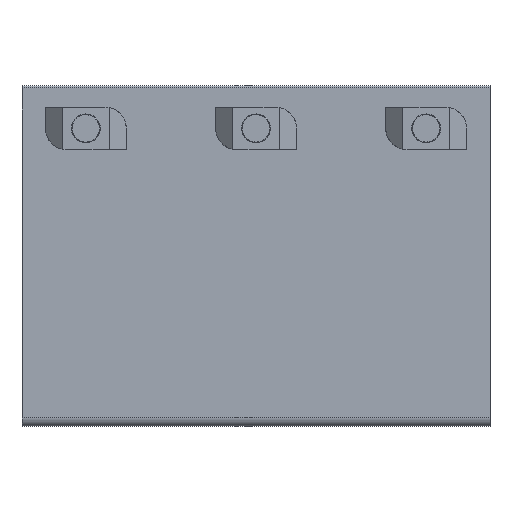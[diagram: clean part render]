
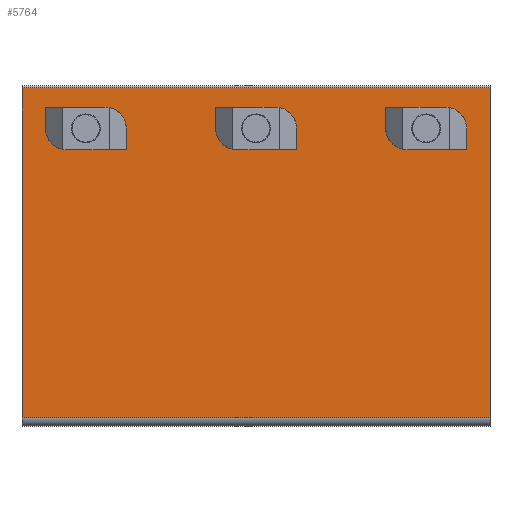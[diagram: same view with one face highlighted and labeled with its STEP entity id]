
A CAD part, front view. The second image highlights one B-rep face of the part: STEP entity #5764.
In plain terms, the highlighted planar face has unit normal (0, -1, 0).
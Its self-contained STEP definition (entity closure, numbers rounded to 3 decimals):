
#1031 = FACE_OUTER_BOUND ( 'NONE', #2636, .T. ) ;
#1033 = FACE_BOUND ( 'NONE', #2643, .T. ) ;
#1035 = FACE_BOUND ( 'NONE', #2629, .T. ) ;
#1039 = FACE_BOUND ( 'NONE', #2645, .T. ) ;
#1464 = CARTESIAN_POINT ( 'NONE',  ( -189.567, -0.757, -80.794 ) ) ;
#1504 = CARTESIAN_POINT ( 'NONE',  ( -79.567, -0.757, -3.294 ) ) ;
#1505 = CARTESIAN_POINT ( 'NONE',  ( -94.567, -0.757, -8.294 ) ) ;
#1506 = CARTESIAN_POINT ( 'NONE',  ( -94.567, -0.757, -17.294 ) ) ;
#1555 = CARTESIAN_POINT ( 'NONE',  ( -134.567, -0.757, -17.294 ) ) ;
#1915 = CARTESIAN_POINT ( 'NONE',  ( -134.567, -0.757, -12.794 ) ) ;
#1916 = DIRECTION ( 'NONE',  ( 0., 1., 0. ) ) ;
#1917 = DIRECTION ( 'NONE',  ( 0., 0., 1. ) ) ;
#2186 = LINE ( 'NONE', #4393, #2193 ) ;
#2190 = LINE ( 'NONE', #4392, #2195 ) ;
#2192 = LINE ( 'NONE', #4397, #2199 ) ;
#2193 = VECTOR ( 'NONE', #4398, 1000. ) ;
#2194 = LINE ( 'NONE', #4400, #2197 ) ;
#2195 = VECTOR ( 'NONE', #4399, 1000. ) ;
#2197 = VECTOR ( 'NONE', #4402, 1000. ) ;
#2198 = CIRCLE ( 'NONE', #9916, 4.5 ) ;
#2199 = VECTOR ( 'NONE', #4403, 1000. ) ;
#2201 = CIRCLE ( 'NONE', #9918, 4.5 ) ;
#2203 = CIRCLE ( 'NONE', #9920, 4.5 ) ;
#2293 = CIRCLE ( 'NONE', #9985, 4.5 ) ;
#2295 = CIRCLE ( 'NONE', #9987, 4.5 ) ;
#2477 = VERTEX_POINT ( 'NONE', #8147 ) ;
#2559 = VERTEX_POINT ( 'NONE', #8059 ) ;
#2567 = VERTEX_POINT ( 'NONE', #8123 ) ;
#2629 = EDGE_LOOP ( 'NONE', ( #2978, #2979 ) ) ;
#2636 = EDGE_LOOP ( 'NONE', ( #2972, #2973, #2974, #2975 ) ) ;
#2643 = EDGE_LOOP ( 'NONE', ( #2980, #2981 ) ) ;
#2645 = EDGE_LOOP ( 'NONE', ( #2976, #2977 ) ) ;
#2834 = CARTESIAN_POINT ( 'NONE',  ( -79.567, -0.757, -80.794 ) ) ;
#2850 = DIRECTION ( 'NONE',  ( 0., 0., 1. ) ) ;
#2854 = DIRECTION ( 'NONE',  ( 0., 1., 0. ) ) ;
#2864 = PLANE ( 'NONE',  #4020 ) ;
#2972 = ORIENTED_EDGE ( 'NONE', *, *, #10952, .T. ) ;
#2973 = ORIENTED_EDGE ( 'NONE', *, *, #10954, .F. ) ;
#2974 = ORIENTED_EDGE ( 'NONE', *, *, #10955, .F. ) ;
#2975 = ORIENTED_EDGE ( 'NONE', *, *, #10953, .T. ) ;
#2976 = ORIENTED_EDGE ( 'NONE', *, *, #10956, .T. ) ;
#2977 = ORIENTED_EDGE ( 'NONE', *, *, #10959, .T. ) ;
#2978 = ORIENTED_EDGE ( 'NONE', *, *, #10958, .T. ) ;
#2979 = ORIENTED_EDGE ( 'NONE', *, *, #10401, .T. ) ;
#2980 = ORIENTED_EDGE ( 'NONE', *, *, #11051, .F. ) ;
#2981 = ORIENTED_EDGE ( 'NONE', *, *, #11048, .F. ) ;
#4020 = AXIS2_PLACEMENT_3D ( 'NONE', #2834, #2854, #2850 ) ;
#4392 = CARTESIAN_POINT ( 'NONE',  ( -79.567, -0.757, -3.294 ) ) ;
#4393 = CARTESIAN_POINT ( 'NONE',  ( -189.567, -0.757, -80.794 ) ) ;
#4397 = CARTESIAN_POINT ( 'NONE',  ( -79.567, -0.757, -80.794 ) ) ;
#4398 = DIRECTION ( 'NONE',  ( 0., 0., -1. ) ) ;
#4399 = DIRECTION ( 'NONE',  ( -1., 0., 0. ) ) ;
#4400 = CARTESIAN_POINT ( 'NONE',  ( -79.567, -0.757, -80.794 ) ) ;
#4402 = DIRECTION ( 'NONE',  ( -1., 0., 0. ) ) ;
#4403 = DIRECTION ( 'NONE',  ( 0., 0., -1. ) ) ;
#4405 = CARTESIAN_POINT ( 'NONE',  ( -94.567, -0.757, -12.794 ) ) ;
#4406 = DIRECTION ( 'NONE',  ( 0., 1., 0. ) ) ;
#4407 = DIRECTION ( 'NONE',  ( 0., 0., 1. ) ) ;
#4408 = CARTESIAN_POINT ( 'NONE',  ( -134.567, -0.757, -12.794 ) ) ;
#4409 = DIRECTION ( 'NONE',  ( 0., 1., 0. ) ) ;
#4410 = DIRECTION ( 'NONE',  ( 0., 0., 1. ) ) ;
#4411 = CARTESIAN_POINT ( 'NONE',  ( -94.567, -0.757, -12.794 ) ) ;
#4412 = DIRECTION ( 'NONE',  ( 0., 1., 0. ) ) ;
#4413 = DIRECTION ( 'NONE',  ( 0., 0., 1. ) ) ;
#4572 = CARTESIAN_POINT ( 'NONE',  ( -174.567, -0.757, -8.294 ) ) ;
#4578 = CARTESIAN_POINT ( 'NONE',  ( -174.567, -0.757, -12.794 ) ) ;
#4579 = DIRECTION ( 'NONE',  ( 0., -1., 0. ) ) ;
#4580 = DIRECTION ( 'NONE',  ( 0., 0., 1. ) ) ;
#4583 = CARTESIAN_POINT ( 'NONE',  ( -174.567, -0.757, -12.794 ) ) ;
#4584 = DIRECTION ( 'NONE',  ( 0., -1., 0. ) ) ;
#4585 = DIRECTION ( 'NONE',  ( 0., 0., 1. ) ) ;
#4596 = CARTESIAN_POINT ( 'NONE',  ( -134.567, -0.757, -8.294 ) ) ;
#5764 = ADVANCED_FACE ( 'NONE', ( #1031, #1039, #1035, #1033 ), #2864, .F. ) ;
#6394 = VERTEX_POINT ( 'NONE', #1464 ) ;
#6434 = VERTEX_POINT ( 'NONE', #1504 ) ;
#6435 = VERTEX_POINT ( 'NONE', #1505 ) ;
#6436 = VERTEX_POINT ( 'NONE', #1506 ) ;
#6485 = VERTEX_POINT ( 'NONE', #1555 ) ;
#8059 = CARTESIAN_POINT ( 'NONE',  ( -189.567, -0.757, -3.294 ) ) ;
#8123 = CARTESIAN_POINT ( 'NONE',  ( -174.567, -0.757, -17.294 ) ) ;
#8147 = CARTESIAN_POINT ( 'NONE',  ( -79.567, -0.757, -80.794 ) ) ;
#9545 = CIRCLE ( 'NONE', #9830, 4.5 ) ;
#9830 = AXIS2_PLACEMENT_3D ( 'NONE', #1915, #1916, #1917 ) ;
#9916 = AXIS2_PLACEMENT_3D ( 'NONE', #4405, #4406, #4407 ) ;
#9918 = AXIS2_PLACEMENT_3D ( 'NONE', #4408, #4409, #4410 ) ;
#9920 = AXIS2_PLACEMENT_3D ( 'NONE', #4411, #4412, #4413 ) ;
#9985 = AXIS2_PLACEMENT_3D ( 'NONE', #4578, #4579, #4580 ) ;
#9987 = AXIS2_PLACEMENT_3D ( 'NONE', #4583, #4584, #4585 ) ;
#10401 = EDGE_CURVE ( 'NONE', #6485, #11243, #9545, .T. ) ;
#10952 = EDGE_CURVE ( 'NONE', #2559, #6394, #2186, .T. ) ;
#10953 = EDGE_CURVE ( 'NONE', #6434, #2559, #2190, .T. ) ;
#10954 = EDGE_CURVE ( 'NONE', #2477, #6394, #2194, .T. ) ;
#10955 = EDGE_CURVE ( 'NONE', #6434, #2477, #2192, .T. ) ;
#10956 = EDGE_CURVE ( 'NONE', #6435, #6436, #2198, .T. ) ;
#10958 = EDGE_CURVE ( 'NONE', #11243, #6485, #2201, .T. ) ;
#10959 = EDGE_CURVE ( 'NONE', #6436, #6435, #2203, .T. ) ;
#11048 = EDGE_CURVE ( 'NONE', #2567, #11232, #2293, .T. ) ;
#11051 = EDGE_CURVE ( 'NONE', #11232, #2567, #2295, .T. ) ;
#11232 = VERTEX_POINT ( 'NONE', #4572 ) ;
#11243 = VERTEX_POINT ( 'NONE', #4596 ) ;
